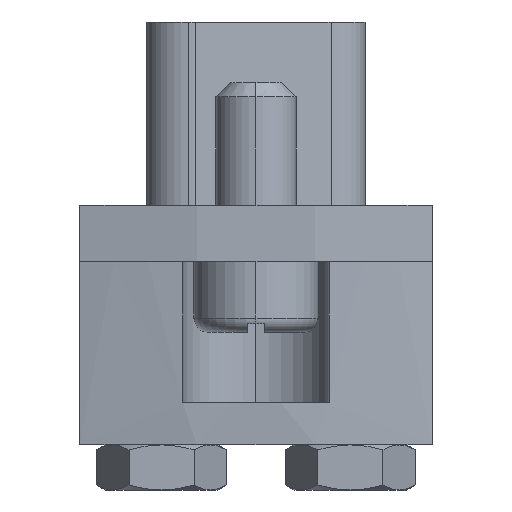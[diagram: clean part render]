
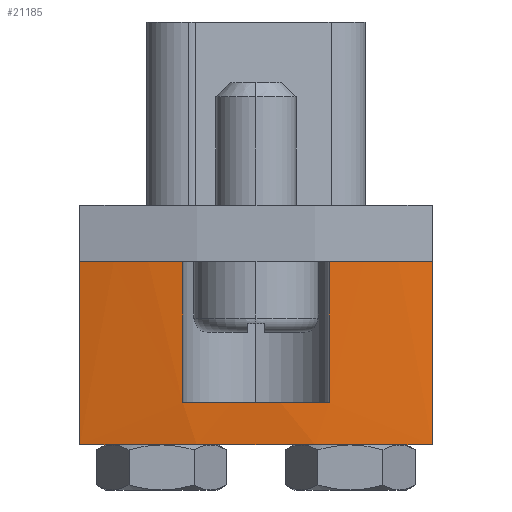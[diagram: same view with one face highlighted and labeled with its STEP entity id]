
A CAD part, left-side view. The second image highlights one B-rep face of the part: STEP entity #21185.
In plain terms, the highlighted cylindrical face has radius 26.5 mm (diameter 53 mm), a partial arc.
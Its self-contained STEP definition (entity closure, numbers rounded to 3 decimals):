
#424 = CARTESIAN_POINT ( 'NONE',  ( 0., 0., 0. ) ) ;
#536 = CARTESIAN_POINT ( 'NONE',  ( 0., 0., 0. ) ) ;
#657 = ORIENTED_EDGE ( 'NONE', *, *, #12032, .F. ) ;
#1023 = CARTESIAN_POINT ( 'NONE',  ( -25.752, 6.25, -6.5 ) ) ;
#1411 = EDGE_CURVE ( 'NONE', #13294, #18673, #5816, .T. ) ;
#1633 = VECTOR ( 'NONE', #3197, 1000. ) ;
#3050 = VERTEX_POINT ( 'NONE', #12448 ) ;
#3197 = DIRECTION ( 'NONE',  ( 0., 0., -1. ) ) ;
#3442 = AXIS2_PLACEMENT_3D ( 'NONE', #5143, #17201, #8770 ) ;
#3534 = CARTESIAN_POINT ( 'NONE',  ( -26.372, 2.6, -6.5 ) ) ;
#3705 = DIRECTION ( 'NONE',  ( 0., 0., 1. ) ) ;
#4342 = VERTEX_POINT ( 'NONE', #8036 ) ;
#4436 = DIRECTION ( 'NONE',  ( 0., 0., 1. ) ) ;
#4452 = ORIENTED_EDGE ( 'NONE', *, *, #4938, .F. ) ;
#4513 = ORIENTED_EDGE ( 'NONE', *, *, #20492, .T. ) ;
#4938 = EDGE_CURVE ( 'NONE', #5798, #21336, #7621, .T. ) ;
#4975 = ORIENTED_EDGE ( 'NONE', *, *, #21944, .T. ) ;
#5143 = CARTESIAN_POINT ( 'NONE',  ( 0., 0., -5. ) ) ;
#5181 = CIRCLE ( 'NONE', #12793, 26.5 ) ;
#5285 = AXIS2_PLACEMENT_3D ( 'NONE', #424, #5458, #19351 ) ;
#5362 = CARTESIAN_POINT ( 'NONE',  ( 0., 0., -6.5 ) ) ;
#5458 = DIRECTION ( 'NONE',  ( 0., 0., 1. ) ) ;
#5798 = VERTEX_POINT ( 'NONE', #11671 ) ;
#5816 = LINE ( 'NONE', #1023, #15896 ) ;
#7039 = AXIS2_PLACEMENT_3D ( 'NONE', #536, #18083, #14439 ) ;
#7166 = EDGE_CURVE ( 'NONE', #3050, #12666, #15488, .T. ) ;
#7331 = EDGE_CURVE ( 'NONE', #21336, #4342, #8568, .T. ) ;
#7449 = CARTESIAN_POINT ( 'NONE',  ( -26.372, -2.6, 0. ) ) ;
#7621 = LINE ( 'NONE', #17873, #17981 ) ;
#8036 = CARTESIAN_POINT ( 'NONE',  ( -25.752, -6.25, 0. ) ) ;
#8563 = ORIENTED_EDGE ( 'NONE', *, *, #7331, .F. ) ;
#8568 = CIRCLE ( 'NONE', #5285, 26.5 ) ;
#8770 = DIRECTION ( 'NONE',  ( 1., 0., 0. ) ) ;
#8936 = DIRECTION ( 'NONE',  ( 1., 0., 0. ) ) ;
#9014 = CARTESIAN_POINT ( 'NONE',  ( -25.752, 6.25, 0. ) ) ;
#9711 = DIRECTION ( 'NONE',  ( 0., 0., 1. ) ) ;
#10204 = CYLINDRICAL_SURFACE ( 'NONE', #12477, 26.5 ) ;
#10428 = ORIENTED_EDGE ( 'NONE', *, *, #1411, .F. ) ;
#11671 = CARTESIAN_POINT ( 'NONE',  ( -26.372, -2.6, -5. ) ) ;
#12032 = EDGE_CURVE ( 'NONE', #18673, #3050, #16852, .T. ) ;
#12448 = CARTESIAN_POINT ( 'NONE',  ( -26.372, 2.6, 0. ) ) ;
#12477 = AXIS2_PLACEMENT_3D ( 'NONE', #17150, #3705, #8936 ) ;
#12666 = VERTEX_POINT ( 'NONE', #15658 ) ;
#12793 = AXIS2_PLACEMENT_3D ( 'NONE', #5362, #15949, #22254 ) ;
#13026 = LINE ( 'NONE', #21902, #19723 ) ;
#13294 = VERTEX_POINT ( 'NONE', #18652 ) ;
#14439 = DIRECTION ( 'NONE',  ( 1., 0., 0. ) ) ;
#15395 = VERTEX_POINT ( 'NONE', #21814 ) ;
#15488 = LINE ( 'NONE', #3534, #1633 ) ;
#15658 = CARTESIAN_POINT ( 'NONE',  ( -26.372, 2.6, -5. ) ) ;
#15896 = VECTOR ( 'NONE', #4436, 1000. ) ;
#15949 = DIRECTION ( 'NONE',  ( 0., 0., 1. ) ) ;
#16516 = CIRCLE ( 'NONE', #3442, 26.5 ) ;
#16852 = CIRCLE ( 'NONE', #7039, 26.5 ) ;
#17150 = CARTESIAN_POINT ( 'NONE',  ( 0., 0., -6.5 ) ) ;
#17201 = DIRECTION ( 'NONE',  ( 0., 0., -1. ) ) ;
#17379 = FACE_OUTER_BOUND ( 'NONE', #20236, .T. ) ;
#17873 = CARTESIAN_POINT ( 'NONE',  ( -26.372, -2.6, -6.5 ) ) ;
#17981 = VECTOR ( 'NONE', #19699, 1000. ) ;
#18083 = DIRECTION ( 'NONE',  ( 0., 0., 1. ) ) ;
#18277 = ORIENTED_EDGE ( 'NONE', *, *, #7166, .F. ) ;
#18652 = CARTESIAN_POINT ( 'NONE',  ( -25.752, 6.25, -6.5 ) ) ;
#18673 = VERTEX_POINT ( 'NONE', #9014 ) ;
#19351 = DIRECTION ( 'NONE',  ( 1., 0., 0. ) ) ;
#19699 = DIRECTION ( 'NONE',  ( 0., 0., 1. ) ) ;
#19723 = VECTOR ( 'NONE', #9711, 1000. ) ;
#20236 = EDGE_LOOP ( 'NONE', ( #4452, #4975, #18277, #657, #10428, #4513, #21075, #8563 ) ) ;
#20306 = EDGE_CURVE ( 'NONE', #15395, #4342, #13026, .T. ) ;
#20492 = EDGE_CURVE ( 'NONE', #13294, #15395, #5181, .T. ) ;
#21075 = ORIENTED_EDGE ( 'NONE', *, *, #20306, .T. ) ;
#21185 = ADVANCED_FACE ( 'NONE', ( #17379 ), #10204, .T. ) ;
#21336 = VERTEX_POINT ( 'NONE', #7449 ) ;
#21814 = CARTESIAN_POINT ( 'NONE',  ( -25.752, -6.25, -6.5 ) ) ;
#21902 = CARTESIAN_POINT ( 'NONE',  ( -25.752, -6.25, -6.5 ) ) ;
#21944 = EDGE_CURVE ( 'NONE', #5798, #12666, #16516, .T. ) ;
#22254 = DIRECTION ( 'NONE',  ( 1., 0., 0. ) ) ;
